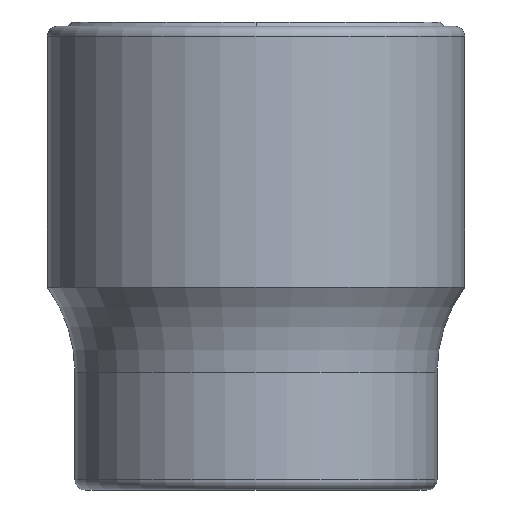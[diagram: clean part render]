
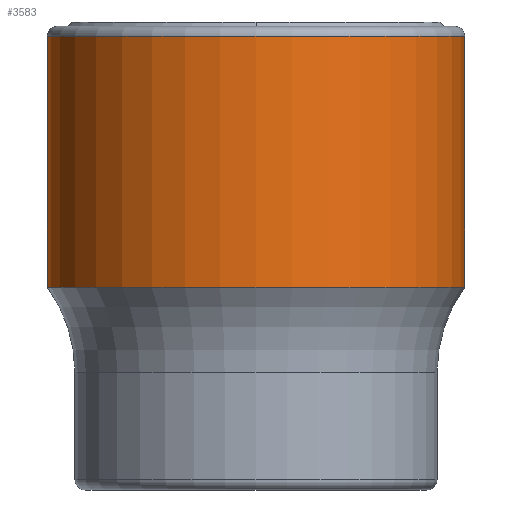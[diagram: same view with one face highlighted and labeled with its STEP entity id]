
A CAD part, front view. The second image highlights one B-rep face of the part: STEP entity #3583.
In plain terms, the highlighted cylindrical face has radius 14.4 mm (diameter 28.8 mm), a partial arc.
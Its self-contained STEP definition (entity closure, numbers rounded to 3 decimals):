
#3136=CARTESIAN_POINT('',(0.,0.,31.));
#3137=DIRECTION('',(0.,0.,1.));
#3138=DIRECTION('',(1.,0.,0.));
#3139=AXIS2_PLACEMENT_3D('',#3136,#3137,#3138);
#3144=CARTESIAN_POINT('',(0.,0.,13.7));
#3145=DIRECTION('',(0.,0.,1.));
#3146=DIRECTION('',(1.,0.,0.));
#3147=AXIS2_PLACEMENT_3D('',#3144,#3145,#3146);
#3152=DIRECTION('',(0.,0.,1.));
#3153=VECTOR('',#3152,17.3);
#3154=CARTESIAN_POINT('',(14.4,0.,13.7));
#3155=LINE('',#3154,#3153);
#3269=DIRECTION('',(0.,0.,1.));
#3270=VECTOR('',#3269,17.3);
#3271=CARTESIAN_POINT('',(-14.4,0.,13.7));
#3272=LINE('',#3271,#3270);
#3276=CARTESIAN_POINT('',(-14.4,0.,13.7));
#3277=CARTESIAN_POINT('',(14.4,0.,13.7));
#3278=VERTEX_POINT('',#3276);
#3279=VERTEX_POINT('',#3277);
#3304=CARTESIAN_POINT('',(14.4,0.,31.));
#3305=CARTESIAN_POINT('',(-14.4,0.,31.));
#3306=VERTEX_POINT('',#3304);
#3307=VERTEX_POINT('',#3305);
#3569=CARTESIAN_POINT('',(0.,0.,13.7));
#3570=DIRECTION('',(0.,0.,1.));
#3571=DIRECTION('',(1.,0.,0.));
#3572=AXIS2_PLACEMENT_3D('',#3569,#3570,#3571);
#3573=CYLINDRICAL_SURFACE('',#3572,14.4);
#3575=ORIENTED_EDGE('',*,*,#3574,.T.);
#3577=ORIENTED_EDGE('',*,*,#3576,.F.);
#3578=ORIENTED_EDGE('',*,*,#3524,.F.);
#3580=ORIENTED_EDGE('',*,*,#3579,.T.);
#3581=EDGE_LOOP('',(#3575,#3577,#3578,#3580));
#3582=FACE_OUTER_BOUND('',#3581,.F.);
#3583=ADVANCED_FACE('',(#3582),#3573,.T.);
#3140=CIRCLE('',#3139,14.4);
#3148=CIRCLE('',#3147,14.4);
#3524=EDGE_CURVE('',#3279,#3278,#3148,.T.);
#3574=EDGE_CURVE('',#3306,#3307,#3140,.T.);
#3576=EDGE_CURVE('',#3278,#3307,#3272,.T.);
#3579=EDGE_CURVE('',#3279,#3306,#3155,.T.);
